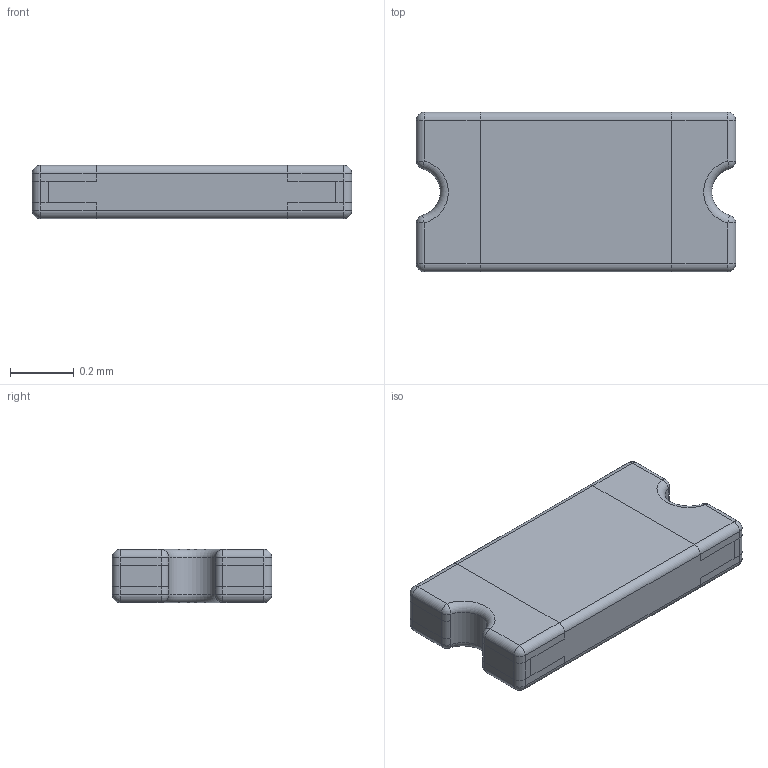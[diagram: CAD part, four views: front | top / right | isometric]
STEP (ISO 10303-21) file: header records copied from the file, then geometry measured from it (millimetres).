
FILE_DESCRIPTION(('FreeCAD Model'),'2;1');
FILE_NAME('Open CASCADE Shape Model','2023-08-05T18:02:03',(''),(''), 'Open CASCADE STEP processor 7.6','FreeCAD','Unknown');
FILE_SCHEMA(('AUTOMOTIVE_DESIGN { 1 0 10303 214 1 1 1 1 }'));
Length unit declared in the file: millimetre
Products named in the file (4): Fuse_PTC; Core; Terminals; Terminals_Single
Assembly tree (4 placements, depth 3):
  Fuse_PTC
    Core
    Terminals
      Terminals_Single  x2
Bounding box: 1 x 0.5 x 0.17 mm (x, y, z)
Volume: 0.1 mm3; surface area: 2.3 mm2
Topology: 3 solids, 3 shells, 126 faces, 296 edges, 160 vertices
Faces by surface type: plane 56, cylinder 50, sphere 16, torus 4
Entity records: 4369 total; most frequent: CARTESIAN_POINT 725, DIRECTION 716, LINE 436, VECTOR 436, ORIENTED_EDGE 340, PCURVE 340, DEFINITIONAL_REPRESENTATION 340, EDGE_CURVE 170
